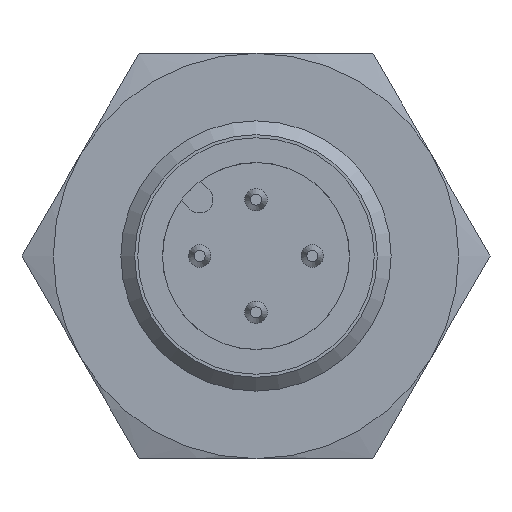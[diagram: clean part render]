
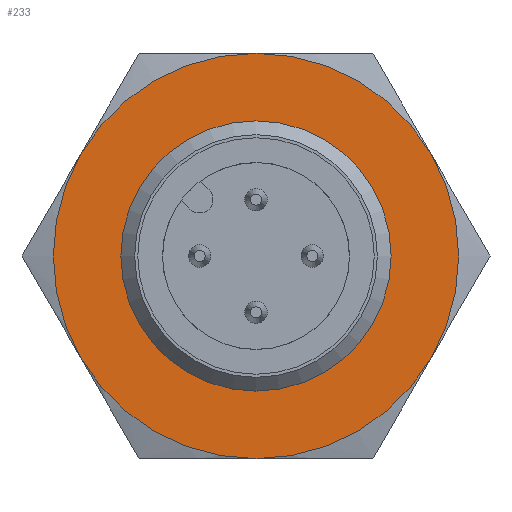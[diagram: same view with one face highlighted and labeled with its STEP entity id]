
A CAD part, left-side view. The second image highlights one B-rep face of the part: STEP entity #233.
In plain terms, the highlighted planar face has unit normal (-1, 0, 0).
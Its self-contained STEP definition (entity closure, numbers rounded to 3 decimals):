
#233 = ADVANCED_FACE( '', ( #390, #391 ), #392, .F. );
#390 = FACE_OUTER_BOUND( '', #559, .T. );
#391 = FACE_BOUND( '', #560, .T. );
#392 = PLANE( '', #561 );
#559 = EDGE_LOOP( '', ( #877, #878, #879, #880, #881, #882 ) );
#560 = EDGE_LOOP( '', ( #883 ) );
#561 = AXIS2_PLACEMENT_3D( '', #884, #885, #886 );
#877 = ORIENTED_EDGE( '', *, *, #1040, .F. );
#878 = ORIENTED_EDGE( '', *, *, #1041, .F. );
#879 = ORIENTED_EDGE( '', *, *, #1042, .F. );
#880 = ORIENTED_EDGE( '', *, *, #1038, .F. );
#881 = ORIENTED_EDGE( '', *, *, #1036, .F. );
#882 = ORIENTED_EDGE( '', *, *, #1037, .F. );
#883 = ORIENTED_EDGE( '', *, *, #1028, .T. );
#884 = CARTESIAN_POINT( '', ( 0., 0., 0. ) );
#885 = DIRECTION( '', ( 1., 0., 0. ) );
#886 = DIRECTION( '', ( 0., 0., -1. ) );
#1028 = EDGE_CURVE( '', #1181, #1181, #1182, .T. );
#1036 = EDGE_CURVE( '', #1154, #1172, #1193, .T. );
#1037 = EDGE_CURVE( '', #1163, #1154, #1194, .T. );
#1038 = EDGE_CURVE( '', #1172, #1195, #1196, .T. );
#1040 = EDGE_CURVE( '', #1198, #1163, #1199, .T. );
#1041 = EDGE_CURVE( '', #1200, #1198, #1201, .T. );
#1042 = EDGE_CURVE( '', #1195, #1200, #1202, .T. );
#1154 = VERTEX_POINT( '', #1762 );
#1163 = VERTEX_POINT( '', #1792 );
#1172 = VERTEX_POINT( '', #1822 );
#1181 = VERTEX_POINT( '', #1841 );
#1182 = CIRCLE( '', #1842, 6. );
#1193 = CIRCLE( '', #1858, 9. );
#1194 = CIRCLE( '', #1859, 9. );
#1195 = VERTEX_POINT( '', #1860 );
#1196 = CIRCLE( '', #1861, 9. );
#1198 = VERTEX_POINT( '', #1868 );
#1199 = CIRCLE( '', #1869, 9. );
#1200 = VERTEX_POINT( '', #1870 );
#1201 = CIRCLE( '', #1871, 9. );
#1202 = CIRCLE( '', #1872, 9. );
#1762 = CARTESIAN_POINT( '', ( 0., 0., 9. ) );
#1792 = CARTESIAN_POINT( '', ( 0., 7.794, 4.5 ) );
#1822 = CARTESIAN_POINT( '', ( 0., -7.794, 4.5 ) );
#1841 = CARTESIAN_POINT( '', ( 0., 0., -6. ) );
#1842 = AXIS2_PLACEMENT_3D( '', #2055, #2056, #2057 );
#1858 = AXIS2_PLACEMENT_3D( '', #2076, #2077, #2078 );
#1859 = AXIS2_PLACEMENT_3D( '', #2079, #2080, #2081 );
#1860 = CARTESIAN_POINT( '', ( 0., -7.794, -4.5 ) );
#1861 = AXIS2_PLACEMENT_3D( '', #2082, #2083, #2084 );
#1868 = CARTESIAN_POINT( '', ( 0., 7.794, -4.5 ) );
#1869 = AXIS2_PLACEMENT_3D( '', #2085, #2086, #2087 );
#1870 = CARTESIAN_POINT( '', ( 0., 0., -9. ) );
#1871 = AXIS2_PLACEMENT_3D( '', #2088, #2089, #2090 );
#1872 = AXIS2_PLACEMENT_3D( '', #2091, #2092, #2093 );
#2055 = CARTESIAN_POINT( '', ( 0., 0., 0. ) );
#2056 = DIRECTION( '', ( 1., 0., 0. ) );
#2057 = DIRECTION( '', ( 0., 0., -1. ) );
#2076 = CARTESIAN_POINT( '', ( 0., 0., 0. ) );
#2077 = DIRECTION( '', ( 1., 0., 0. ) );
#2078 = DIRECTION( '', ( 0., 0., -1. ) );
#2079 = CARTESIAN_POINT( '', ( 0., 0., 0. ) );
#2080 = DIRECTION( '', ( 1., 0., 0. ) );
#2081 = DIRECTION( '', ( 0., 0., -1. ) );
#2082 = CARTESIAN_POINT( '', ( 0., 0., 0. ) );
#2083 = DIRECTION( '', ( 1., 0., 0. ) );
#2084 = DIRECTION( '', ( 0., 0., -1. ) );
#2085 = CARTESIAN_POINT( '', ( 0., 0., 0. ) );
#2086 = DIRECTION( '', ( 1., 0., 0. ) );
#2087 = DIRECTION( '', ( 0., 0., -1. ) );
#2088 = CARTESIAN_POINT( '', ( 0., 0., 0. ) );
#2089 = DIRECTION( '', ( 1., 0., 0. ) );
#2090 = DIRECTION( '', ( 0., 0., -1. ) );
#2091 = CARTESIAN_POINT( '', ( 0., 0., 0. ) );
#2092 = DIRECTION( '', ( 1., 0., 0. ) );
#2093 = DIRECTION( '', ( 0., 0., -1. ) );
